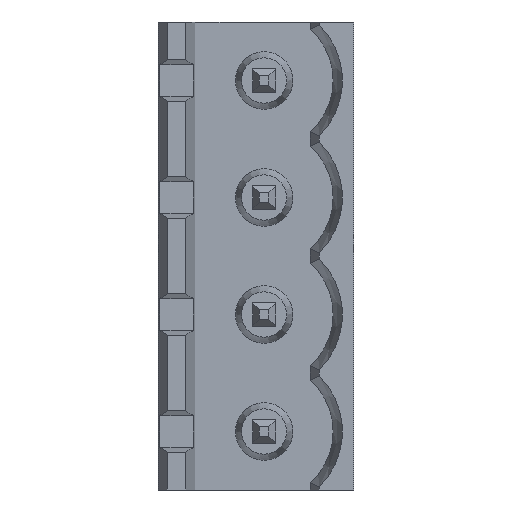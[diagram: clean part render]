
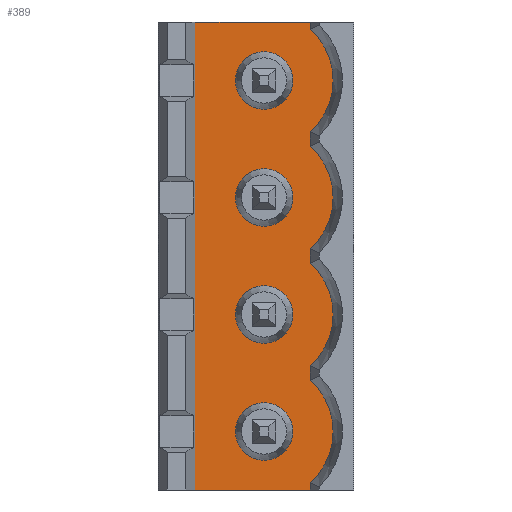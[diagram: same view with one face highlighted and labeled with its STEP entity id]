
A CAD part, left-side view. The second image highlights one B-rep face of the part: STEP entity #389.
In plain terms, the highlighted planar face has unit normal (-1, 0, 0).
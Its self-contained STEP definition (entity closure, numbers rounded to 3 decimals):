
#389 = ADVANCED_FACE( '', ( #846, #847, #848, #849, #850 ), #851, .F. );
#846 = FACE_OUTER_BOUND( '', #1370, .T. );
#847 = FACE_BOUND( '', #1371, .T. );
#848 = FACE_BOUND( '', #1372, .T. );
#849 = FACE_BOUND( '', #1373, .T. );
#850 = FACE_BOUND( '', #1374, .T. );
#851 = PLANE( '', #1375 );
#1370 = EDGE_LOOP( '', ( #2432, #2433, #2434, #2435, #2436, #2437, #2438, #2439, #2440, #2441, #2442, #2443 ) );
#1371 = EDGE_LOOP( '', ( #2444 ) );
#1372 = EDGE_LOOP( '', ( #2445 ) );
#1373 = EDGE_LOOP( '', ( #2446 ) );
#1374 = EDGE_LOOP( '', ( #2447 ) );
#1375 = AXIS2_PLACEMENT_3D( '', #2448, #2449, #2450 );
#2432 = ORIENTED_EDGE( '', *, *, #3512, .F. );
#2433 = ORIENTED_EDGE( '', *, *, #3513, .T. );
#2434 = ORIENTED_EDGE( '', *, *, #3514, .F. );
#2435 = ORIENTED_EDGE( '', *, *, #3371, .T. );
#2436 = ORIENTED_EDGE( '', *, *, #3419, .F. );
#2437 = ORIENTED_EDGE( '', *, *, #3515, .T. );
#2438 = ORIENTED_EDGE( '', *, *, #3516, .F. );
#2439 = ORIENTED_EDGE( '', *, *, #3155, .T. );
#2440 = ORIENTED_EDGE( '', *, *, #3517, .F. );
#2441 = ORIENTED_EDGE( '', *, *, #3518, .T. );
#2442 = ORIENTED_EDGE( '', *, *, #3356, .F. );
#2443 = ORIENTED_EDGE( '', *, *, #3519, .F. );
#2444 = ORIENTED_EDGE( '', *, *, #3300, .F. );
#2445 = ORIENTED_EDGE( '', *, *, #3520, .F. );
#2446 = ORIENTED_EDGE( '', *, *, #3297, .F. );
#2447 = ORIENTED_EDGE( '', *, *, #3521, .F. );
#2448 = CARTESIAN_POINT( '', ( 202.525, 163.11, -75.08 ) );
#2449 = DIRECTION( '', ( 1., 0., 0. ) );
#2450 = DIRECTION( '', ( 0., 0., 1. ) );
#3155 = EDGE_CURVE( '', #3795, #3796, #3797, .T. );
#3297 = EDGE_CURVE( '', #4031, #4031, #4032, .T. );
#3300 = EDGE_CURVE( '', #4036, #4036, #4037, .T. );
#3356 = EDGE_CURVE( '', #4123, #4125, #4126, .T. );
#3371 = EDGE_CURVE( '', #4145, #4146, #4147, .T. );
#3419 = EDGE_CURVE( '', #4208, #4146, #4209, .T. );
#3512 = EDGE_CURVE( '', #4335, #4336, #4337, .T. );
#3513 = EDGE_CURVE( '', #4335, #4338, #4339, .T. );
#3514 = EDGE_CURVE( '', #4145, #4338, #4340, .T. );
#3515 = EDGE_CURVE( '', #4208, #4341, #4342, .T. );
#3516 = EDGE_CURVE( '', #3795, #4341, #4343, .T. );
#3517 = EDGE_CURVE( '', #4344, #3796, #4345, .T. );
#3518 = EDGE_CURVE( '', #4344, #4125, #4346, .T. );
#3519 = EDGE_CURVE( '', #4336, #4123, #4347, .T. );
#3520 = EDGE_CURVE( '', #4348, #4348, #4349, .T. );
#3521 = EDGE_CURVE( '', #4350, #4350, #4351, .T. );
#3795 = VERTEX_POINT( '', #4702 );
#3796 = VERTEX_POINT( '', #4703 );
#3797 = LINE( '', #4704, #4705 );
#4031 = VERTEX_POINT( '', #5058 );
#4032 = CIRCLE( '', #5059, 1.25 );
#4036 = VERTEX_POINT( '', #5063 );
#4037 = CIRCLE( '', #5064, 1.25 );
#4123 = VERTEX_POINT( '', #5190 );
#4125 = VERTEX_POINT( '', #5193 );
#4126 = LINE( '', #5194, #5195 );
#4145 = VERTEX_POINT( '', #5225 );
#4146 = VERTEX_POINT( '', #5226 );
#4147 = LINE( '', #5227, #5228 );
#4208 = VERTEX_POINT( '', #5322 );
#4209 = CIRCLE( '', #5323, 3. );
#4335 = VERTEX_POINT( '', #5512 );
#4336 = VERTEX_POINT( '', #5513 );
#4337 = LINE( '', #5514, #5515 );
#4338 = VERTEX_POINT( '', #5516 );
#4339 = LINE( '', #5517, #5518 );
#4340 = CIRCLE( '', #5519, 3. );
#4341 = VERTEX_POINT( '', #5520 );
#4342 = LINE( '', #5521, #5522 );
#4343 = CIRCLE( '', #5523, 3. );
#4344 = VERTEX_POINT( '', #5524 );
#4345 = CIRCLE( '', #5525, 3. );
#4346 = LINE( '', #5526, #5527 );
#4347 = LINE( '', #5528, #5529 );
#4348 = VERTEX_POINT( '', #5530 );
#4349 = CIRCLE( '', #5531, 1.25 );
#4350 = VERTEX_POINT( '', #5532 );
#4351 = CIRCLE( '', #5533, 1.25 );
#4702 = CARTESIAN_POINT( '', ( 202.525, 158.11, -29.664 ) );
#4703 = CARTESIAN_POINT( '', ( 202.525, 158.11, -29.056 ) );
#4704 = CARTESIAN_POINT( '', ( 202.525, 158.11, -90.321 ) );
#4705 = VECTOR( '', #5829, 1000. );
#5058 = CARTESIAN_POINT( '', ( 202.525, 158.86, -36.98 ) );
#5059 = AXIS2_PLACEMENT_3D( '', #5952, #5953, #5954 );
#5063 = CARTESIAN_POINT( '', ( 202.525, 158.86, -31.9 ) );
#5064 = AXIS2_PLACEMENT_3D( '', #5958, #5959, #5960 );
#5190 = CARTESIAN_POINT( '', ( 202.525, 163.11, -24.28 ) );
#5193 = CARTESIAN_POINT( '', ( 202.525, 158.11, -24.28 ) );
#5194 = CARTESIAN_POINT( '', ( 202.525, 164.81, -24.28 ) );
#5195 = VECTOR( '', #6005, 1000. );
#5225 = CARTESIAN_POINT( '', ( 202.525, 158.11, -39.824 ) );
#5226 = CARTESIAN_POINT( '', ( 202.525, 158.11, -39.216 ) );
#5227 = CARTESIAN_POINT( '', ( 202.525, 158.11, -100.481 ) );
#5228 = VECTOR( '', #6017, 1000. );
#5322 = CARTESIAN_POINT( '', ( 202.525, 158.11, -34.744 ) );
#5323 = AXIS2_PLACEMENT_3D( '', #6051, #6052, #6053 );
#5512 = CARTESIAN_POINT( '', ( 202.525, 158.11, -44.6 ) );
#5513 = CARTESIAN_POINT( '', ( 202.525, 163.11, -44.6 ) );
#5514 = CARTESIAN_POINT( '', ( 202.525, 164.81, -44.6 ) );
#5515 = VECTOR( '', #6123, 1000. );
#5516 = CARTESIAN_POINT( '', ( 202.525, 158.11, -44.296 ) );
#5517 = CARTESIAN_POINT( '', ( 202.525, 158.11, -44.6 ) );
#5518 = VECTOR( '', #6124, 1000. );
#5519 = AXIS2_PLACEMENT_3D( '', #6125, #6126, #6127 );
#5520 = CARTESIAN_POINT( '', ( 202.525, 158.11, -34.136 ) );
#5521 = CARTESIAN_POINT( '', ( 202.525, 158.11, -95.401 ) );
#5522 = VECTOR( '', #6128, 1000. );
#5523 = AXIS2_PLACEMENT_3D( '', #6129, #6130, #6131 );
#5524 = CARTESIAN_POINT( '', ( 202.525, 158.11, -24.584 ) );
#5525 = AXIS2_PLACEMENT_3D( '', #6132, #6133, #6134 );
#5526 = CARTESIAN_POINT( '', ( 202.525, 158.11, -85.241 ) );
#5527 = VECTOR( '', #6135, 1000. );
#5528 = CARTESIAN_POINT( '', ( 202.525, 163.11, -75.08 ) );
#5529 = VECTOR( '', #6136, 1000. );
#5530 = CARTESIAN_POINT( '', ( 202.525, 158.86, -26.82 ) );
#5531 = AXIS2_PLACEMENT_3D( '', #6137, #6138, #6139 );
#5532 = CARTESIAN_POINT( '', ( 202.525, 158.86, -42.06 ) );
#5533 = AXIS2_PLACEMENT_3D( '', #6140, #6141, #6142 );
#5829 = DIRECTION( '', ( 0., 0., 1. ) );
#5952 = CARTESIAN_POINT( '', ( 202.525, 160.11, -36.98 ) );
#5953 = DIRECTION( '', ( -1., 0., 0. ) );
#5954 = DIRECTION( '', ( 0., -1., 0. ) );
#5958 = CARTESIAN_POINT( '', ( 202.525, 160.11, -31.9 ) );
#5959 = DIRECTION( '', ( -1., 0., 0. ) );
#5960 = DIRECTION( '', ( 0., -1., 0. ) );
#6005 = DIRECTION( '', ( 0., -1., 0. ) );
#6017 = DIRECTION( '', ( 0., 0., 1. ) );
#6051 = CARTESIAN_POINT( '', ( 202.525, 160.11, -36.98 ) );
#6052 = DIRECTION( '', ( 1., 0., 0. ) );
#6053 = DIRECTION( '', ( 0., -1., 0. ) );
#6123 = DIRECTION( '', ( 0., 1., 0. ) );
#6124 = DIRECTION( '', ( 0., 0., 1. ) );
#6125 = CARTESIAN_POINT( '', ( 202.525, 160.11, -42.06 ) );
#6126 = DIRECTION( '', ( 1., 0., 0. ) );
#6127 = DIRECTION( '', ( 0., -1., 0. ) );
#6128 = DIRECTION( '', ( 0., 0., 1. ) );
#6129 = CARTESIAN_POINT( '', ( 202.525, 160.11, -31.9 ) );
#6130 = DIRECTION( '', ( 1., 0., 0. ) );
#6131 = DIRECTION( '', ( 0., -1., 0. ) );
#6132 = CARTESIAN_POINT( '', ( 202.525, 160.11, -26.82 ) );
#6133 = DIRECTION( '', ( 1., 0., 0. ) );
#6134 = DIRECTION( '', ( 0., -1., 0. ) );
#6135 = DIRECTION( '', ( 0., 0., 1. ) );
#6136 = DIRECTION( '', ( 0., 0., 1. ) );
#6137 = CARTESIAN_POINT( '', ( 202.525, 160.11, -26.82 ) );
#6138 = DIRECTION( '', ( -1., 0., 0. ) );
#6139 = DIRECTION( '', ( 0., -1., 0. ) );
#6140 = CARTESIAN_POINT( '', ( 202.525, 160.11, -42.06 ) );
#6141 = DIRECTION( '', ( -1., 0., 0. ) );
#6142 = DIRECTION( '', ( 0., -1., 0. ) );
